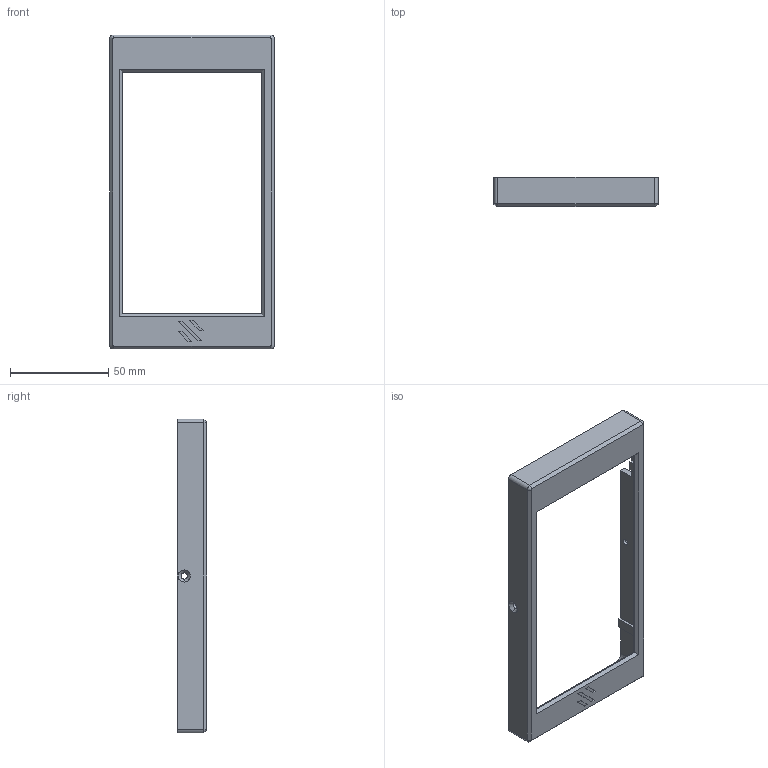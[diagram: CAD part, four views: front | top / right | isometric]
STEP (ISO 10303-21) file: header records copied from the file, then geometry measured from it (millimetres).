
FILE_DESCRIPTION (( 'STEP AP214' ), '1' );
FILE_NAME ('ヶ裔-voron.STEP', '2025-07-10T10:26:35', ( '' ), ( '' ), 'SwSTEP 2.0', 'SolidWorks 2018', '' );
FILE_SCHEMA (( 'AUTOMOTIVE_DESIGN' ));
Length unit declared in the file: millimetre
Products named in the file (1): ヶ裔-voron
Bounding box: 84 x 15 x 160 mm (x, y, z)
Volume: 30664.9 mm3; surface area: 22989.5 mm2
Topology: 1 solids, 1 shells, 89 faces, 224 edges, 144 vertices
Faces by surface type: plane 61, cylinder 20, cone 8
Entity records: 2684 total; most frequent: CARTESIAN_POINT 458, DIRECTION 452, ORIENTED_EDGE 448, EDGE_CURVE 224, LINE 176, VECTOR 176, VERTEX_POINT 144, AXIS2_PLACEMENT_3D 138
